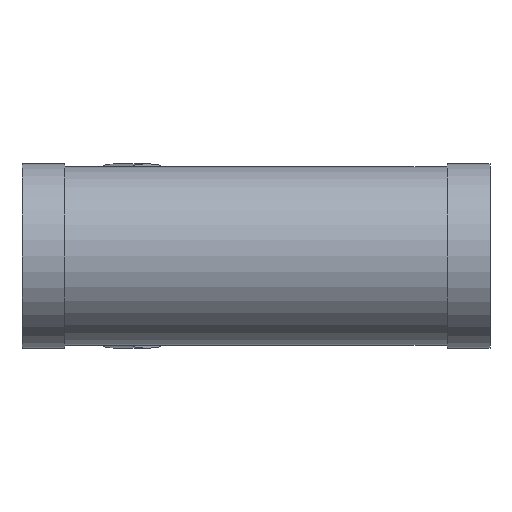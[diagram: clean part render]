
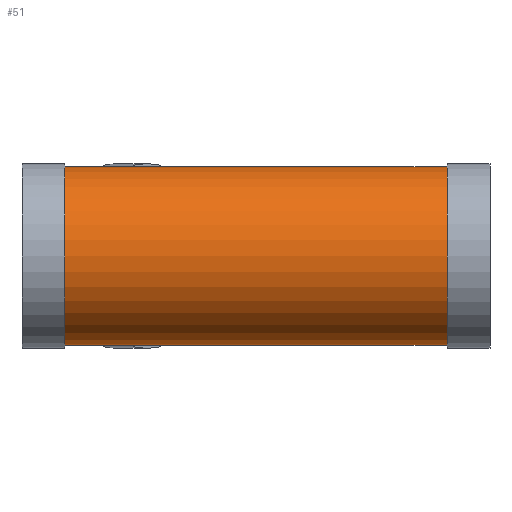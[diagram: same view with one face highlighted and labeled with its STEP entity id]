
A CAD part, front view. The second image highlights one B-rep face of the part: STEP entity #51.
In plain terms, the highlighted cylindrical face has radius 90 mm (diameter 180 mm), a full revolution.
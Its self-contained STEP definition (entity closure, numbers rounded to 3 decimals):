
#51 = ADVANCED_FACE( '', ( #114, #115, #116 ), #117, .T. );
#114 = FACE_OUTER_BOUND( '', #199, .T. );
#115 = FACE_BOUND( '', #200, .T. );
#116 = FACE_OUTER_BOUND( '', #201, .T. );
#117 = CYLINDRICAL_SURFACE( '', #202, 90. );
#199 = EDGE_LOOP( '', ( #286 ) );
#200 = EDGE_LOOP( '', ( #287, #288 ) );
#201 = EDGE_LOOP( '', ( #289 ) );
#202 = AXIS2_PLACEMENT_3D( '', #290, #291, #292 );
#286 = ORIENTED_EDGE( '', *, *, #394, .T. );
#287 = ORIENTED_EDGE( '', *, *, #395, .F. );
#288 = ORIENTED_EDGE( '', *, *, #396, .F. );
#289 = ORIENTED_EDGE( '', *, *, #397, .F. );
#290 = CARTESIAN_POINT( '', ( 235.5, 0., 0. ) );
#291 = DIRECTION( '', ( -1., 0., 0. ) );
#292 = DIRECTION( '', ( 0., 0., -1. ) );
#394 = EDGE_CURVE( '', #443, #443, #444, .T. );
#395 = EDGE_CURVE( '', #445, #446, #447, .F. );
#396 = EDGE_CURVE( '', #446, #445, #448, .F. );
#397 = EDGE_CURVE( '', #449, #449, #450, .T. );
#443 = VERTEX_POINT( '', #506 );
#444 = CIRCLE( '', #507, 90. );
#445 = VERTEX_POINT( '', #508 );
#446 = VERTEX_POINT( '', #509 );
#447 = ELLIPSE( '', #510, 235.181, 90. );
#448 = ELLIPSE( '', #511, 97.415, 90. );
#449 = VERTEX_POINT( '', #512 );
#450 = CIRCLE( '', #513, 90. );
#506 = CARTESIAN_POINT( '', ( -192.5, 0., -90. ) );
#507 = AXIS2_PLACEMENT_3D( '', #572, #573, #574 );
#508 = CARTESIAN_POINT( '', ( 90., 0., -90. ) );
#509 = CARTESIAN_POINT( '', ( 90., 0., 90. ) );
#510 = AXIS2_PLACEMENT_3D( '', #575, #576, #577 );
#511 = AXIS2_PLACEMENT_3D( '', #578, #579, #580 );
#512 = CARTESIAN_POINT( '', ( 192.5, 0., -90. ) );
#513 = AXIS2_PLACEMENT_3D( '', #581, #582, #583 );
#572 = CARTESIAN_POINT( '', ( -192.5, 0., 0. ) );
#573 = DIRECTION( '', ( 1., 0., 0. ) );
#574 = DIRECTION( '', ( 0., 0., -1. ) );
#575 = CARTESIAN_POINT( '', ( 90., 0., 0. ) );
#576 = DIRECTION( '', ( -0.383, -0.924, 0. ) );
#577 = DIRECTION( '', ( 0.924, -0.383, 0. ) );
#578 = CARTESIAN_POINT( '', ( 90., 0., 0. ) );
#579 = DIRECTION( '', ( 0.924, -0.383, 0. ) );
#580 = DIRECTION( '', ( -0.383, -0.924, 0. ) );
#581 = CARTESIAN_POINT( '', ( 192.5, 0., 0. ) );
#582 = DIRECTION( '', ( 1., 0., 0. ) );
#583 = DIRECTION( '', ( 0., 0., -1. ) );
